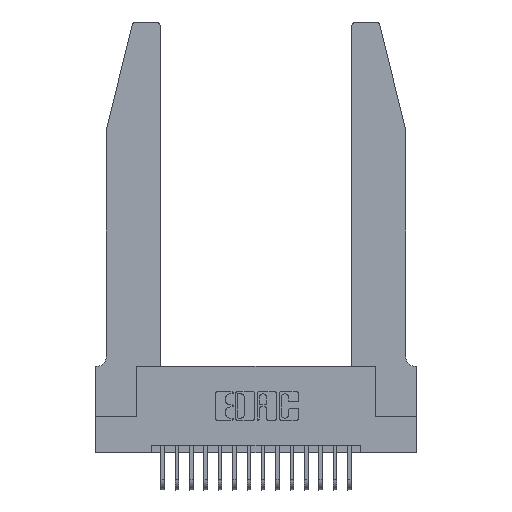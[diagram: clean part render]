
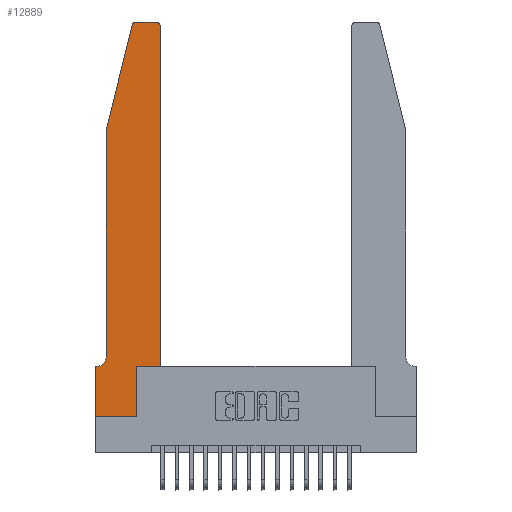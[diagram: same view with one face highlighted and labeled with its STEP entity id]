
A CAD part, top view. The second image highlights one B-rep face of the part: STEP entity #12889.
In plain terms, the highlighted planar face has unit normal (0, 0, 1).
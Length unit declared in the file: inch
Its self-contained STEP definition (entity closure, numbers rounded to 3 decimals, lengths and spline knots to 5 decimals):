
#31 = CARTESIAN_POINT ( 'NONE',  ( 0., 0., 0.37 ) ) ;
#125 = LINE ( 'NONE', #14655, #17022 ) ;
#595 = ORIENTED_EDGE ( 'NONE', *, *, #16536, .T. ) ;
#624 = ORIENTED_EDGE ( 'NONE', *, *, #12312, .T. ) ;
#716 = AXIS2_PLACEMENT_3D ( 'NONE', #1123, #12544, #2851 ) ;
#771 = VERTEX_POINT ( 'NONE', #936 ) ;
#936 = CARTESIAN_POINT ( 'NONE',  ( 0.0055, 0.35, 0.37 ) ) ;
#1117 = VECTOR ( 'NONE', #9383, 39.37008 ) ;
#1123 = CARTESIAN_POINT ( 'NONE',  ( 0.0055, 0.42, 0.37 ) ) ;
#1430 = CARTESIAN_POINT ( 'NONE',  ( 0., 0., 0.37 ) ) ;
#1726 = ORIENTED_EDGE ( 'NONE', *, *, #15703, .T. ) ;
#1800 = EDGE_LOOP ( 'NONE', ( #13573, #20486, #14018, #595, #624, #18706, #3528, #3685, #1726, #3052, #11393, #3922 ) ) ;
#1933 = EDGE_CURVE ( 'NONE', #6946, #18640, #5919, .T. ) ;
#2126 = CARTESIAN_POINT ( 'NONE',  ( 0.4505, 0.35, 0.37 ) ) ;
#2129 = VECTOR ( 'NONE', #8701, 39.37008 ) ;
#2178 = AXIS2_PLACEMENT_3D ( 'NONE', #7787, #19151, #9435 ) ;
#2206 = LINE ( 'NONE', #7742, #1117 ) ;
#2492 = CARTESIAN_POINT ( 'NONE',  ( 0.0755, 2., 0.37 ) ) ;
#2574 = CARTESIAN_POINT ( 'NONE',  ( 0.4505, 0.35, 0.37 ) ) ;
#2686 = EDGE_CURVE ( 'NONE', #17903, #7559, #5123, .T. ) ;
#2720 = LINE ( 'NONE', #17379, #7548 ) ;
#2851 = DIRECTION ( 'NONE',  ( -1., 0., 0. ) ) ;
#2899 = PLANE ( 'NONE',  #2178 ) ;
#3052 = ORIENTED_EDGE ( 'NONE', *, *, #14700, .T. ) ;
#3091 = DIRECTION ( 'NONE',  ( 0., 0., 1. ) ) ;
#3528 = ORIENTED_EDGE ( 'NONE', *, *, #18785, .T. ) ;
#3629 = EDGE_CURVE ( 'NONE', #6133, #5032, #125, .T. ) ;
#3674 = LINE ( 'NONE', #2492, #11781 ) ;
#3685 = ORIENTED_EDGE ( 'NONE', *, *, #3629, .T. ) ;
#3830 = DIRECTION ( 'NONE',  ( 1., 0., 0. ) ) ;
#3886 = AXIS2_PLACEMENT_3D ( 'NONE', #12773, #3091, #14412 ) ;
#3922 = ORIENTED_EDGE ( 'NONE', *, *, #14340, .T. ) ;
#4070 = CARTESIAN_POINT ( 'NONE',  ( 0.4505, 2.72, 0.37 ) ) ;
#4145 = DIRECTION ( 'NONE',  ( 0., -1., 0. ) ) ;
#4587 = DIRECTION ( 'NONE',  ( -0.239, -0.971, 0. ) ) ;
#4660 = CARTESIAN_POINT ( 'NONE',  ( 0.4205, 2.75, 0.37 ) ) ;
#5001 = VERTEX_POINT ( 'NONE', #14694 ) ;
#5032 = VERTEX_POINT ( 'NONE', #13128 ) ;
#5123 = LINE ( 'NONE', #2126, #8905 ) ;
#5475 = EDGE_CURVE ( 'NONE', #13046, #6946, #2206, .T. ) ;
#5919 = CIRCLE ( 'NONE', #6982, 0.03 ) ;
#6027 = VERTEX_POINT ( 'NONE', #8067 ) ;
#6133 = VERTEX_POINT ( 'NONE', #31 ) ;
#6680 = CARTESIAN_POINT ( 'NONE',  ( 0.0755, 2., 0.37 ) ) ;
#6946 = VERTEX_POINT ( 'NONE', #15475 ) ;
#6982 = AXIS2_PLACEMENT_3D ( 'NONE', #13382, #14437, #3830 ) ;
#7548 = VECTOR ( 'NONE', #9316, 39.37008 ) ;
#7559 = VERTEX_POINT ( 'NONE', #4070 ) ;
#7742 = CARTESIAN_POINT ( 'NONE',  ( 0.2605, 2.75, 0.37 ) ) ;
#7787 = CARTESIAN_POINT ( 'NONE',  ( 0., 0.35, 0.37 ) ) ;
#8067 = CARTESIAN_POINT ( 'NONE',  ( 0.0755, 0.42, 0.37 ) ) ;
#8212 = DIRECTION ( 'NONE',  ( 1., 0., 0. ) ) ;
#8701 = DIRECTION ( 'NONE',  ( 0., 1., 0. ) ) ;
#8905 = VECTOR ( 'NONE', #13492, 39.37008 ) ;
#9316 = DIRECTION ( 'NONE',  ( 1., 0., 0. ) ) ;
#9383 = DIRECTION ( 'NONE',  ( -1., 0., 0. ) ) ;
#9435 = DIRECTION ( 'NONE',  ( 1., 0., 0. ) ) ;
#9486 = EDGE_CURVE ( 'NONE', #18640, #13842, #13500, .T. ) ;
#9661 = CARTESIAN_POINT ( 'NONE',  ( 0.25487, 2.72718, 0.37 ) ) ;
#9725 = VECTOR ( 'NONE', #4587, 39.37008 ) ;
#9835 = VECTOR ( 'NONE', #16124, 39.37008 ) ;
#11393 = ORIENTED_EDGE ( 'NONE', *, *, #2686, .T. ) ;
#11660 = DIRECTION ( 'NONE',  ( -1., 0., 0. ) ) ;
#11781 = VECTOR ( 'NONE', #4145, 39.37008 ) ;
#11853 = CARTESIAN_POINT ( 'NONE',  ( 0.2865, 0.35, 0.37 ) ) ;
#11881 = VECTOR ( 'NONE', #11660, 39.37008 ) ;
#12312 = EDGE_CURVE ( 'NONE', #6027, #771, #13162, .T. ) ;
#12368 = LINE ( 'NONE', #19744, #11881 ) ;
#12544 = DIRECTION ( 'NONE',  ( 0., 0., -1. ) ) ;
#12607 = CIRCLE ( 'NONE', #3886, 0.03 ) ;
#12773 = CARTESIAN_POINT ( 'NONE',  ( 0.4205, 2.72, 0.37 ) ) ;
#12889 = ADVANCED_FACE ( 'NONE', ( #13410 ), #2899, .T. ) ;
#13046 = VERTEX_POINT ( 'NONE', #4660 ) ;
#13128 = CARTESIAN_POINT ( 'NONE',  ( 0.2865, 0., 0.37 ) ) ;
#13162 = CIRCLE ( 'NONE', #716, 0.07 ) ;
#13289 = VERTEX_POINT ( 'NONE', #11853 ) ;
#13382 = CARTESIAN_POINT ( 'NONE',  ( 0.284, 2.72, 0.37 ) ) ;
#13410 = FACE_OUTER_BOUND ( 'NONE', #1800, .T. ) ;
#13492 = DIRECTION ( 'NONE',  ( 0., 1., 0. ) ) ;
#13500 = LINE ( 'NONE', #14240, #9725 ) ;
#13573 = ORIENTED_EDGE ( 'NONE', *, *, #5475, .T. ) ;
#13842 = VERTEX_POINT ( 'NONE', #6680 ) ;
#14018 = ORIENTED_EDGE ( 'NONE', *, *, #9486, .T. ) ;
#14109 = LINE ( 'NONE', #1430, #9835 ) ;
#14240 = CARTESIAN_POINT ( 'NONE',  ( 0.0755, 2., 0.37 ) ) ;
#14340 = EDGE_CURVE ( 'NONE', #7559, #13046, #12607, .T. ) ;
#14412 = DIRECTION ( 'NONE',  ( 1., 0., 0. ) ) ;
#14437 = DIRECTION ( 'NONE',  ( 0., 0., 1. ) ) ;
#14586 = LINE ( 'NONE', #18429, #2129 ) ;
#14655 = CARTESIAN_POINT ( 'NONE',  ( 0., 0., 0.37 ) ) ;
#14694 = CARTESIAN_POINT ( 'NONE',  ( 0., 0.35, 0.37 ) ) ;
#14700 = EDGE_CURVE ( 'NONE', #13289, #17903, #2720, .T. ) ;
#15475 = CARTESIAN_POINT ( 'NONE',  ( 0.284, 2.75, 0.37 ) ) ;
#15703 = EDGE_CURVE ( 'NONE', #5032, #13289, #14586, .T. ) ;
#16124 = DIRECTION ( 'NONE',  ( 0., -1., 0. ) ) ;
#16536 = EDGE_CURVE ( 'NONE', #13842, #6027, #3674, .T. ) ;
#17022 = VECTOR ( 'NONE', #8212, 39.37008 ) ;
#17379 = CARTESIAN_POINT ( 'NONE',  ( 0.4505, 0.35, 0.37 ) ) ;
#17903 = VERTEX_POINT ( 'NONE', #2574 ) ;
#18188 = EDGE_CURVE ( 'NONE', #771, #5001, #12368, .T. ) ;
#18429 = CARTESIAN_POINT ( 'NONE',  ( 0.2865, 0.35, 0.37 ) ) ;
#18640 = VERTEX_POINT ( 'NONE', #9661 ) ;
#18706 = ORIENTED_EDGE ( 'NONE', *, *, #18188, .T. ) ;
#18785 = EDGE_CURVE ( 'NONE', #5001, #6133, #14109, .T. ) ;
#19151 = DIRECTION ( 'NONE',  ( 0., 0., 1. ) ) ;
#19744 = CARTESIAN_POINT ( 'NONE',  ( 0.0755, 0.35, 0.37 ) ) ;
#20486 = ORIENTED_EDGE ( 'NONE', *, *, #1933, .T. ) ;
